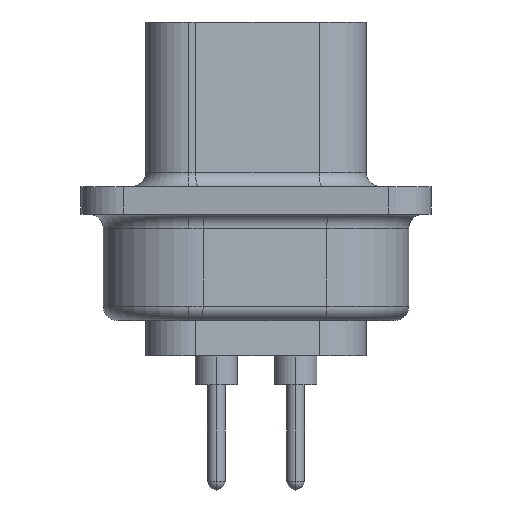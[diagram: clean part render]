
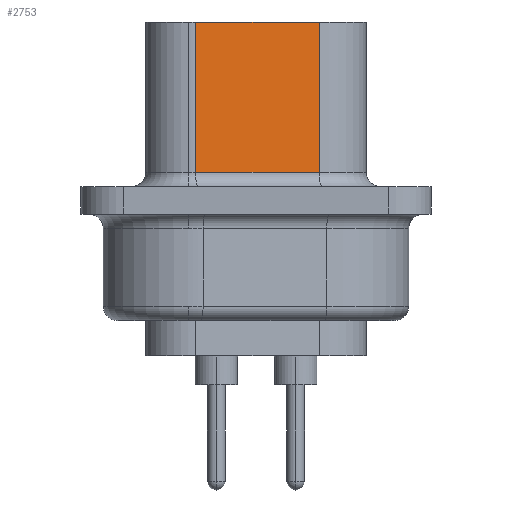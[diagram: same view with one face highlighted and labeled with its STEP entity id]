
A CAD part, left-side view. The second image highlights one B-rep face of the part: STEP entity #2753.
In plain terms, the highlighted planar face has unit normal (-0.985, -0.174, 0).
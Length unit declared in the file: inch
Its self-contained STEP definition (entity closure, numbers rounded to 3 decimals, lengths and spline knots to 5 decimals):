
#409 = EDGE_CURVE ( 'NONE', #1767, #1835, #7025, .T. ) ;
#462 = LINE ( 'NONE', #2566, #5404 ) ;
#558 = EDGE_CURVE ( 'Edge2', #6992, #5568, #5449, .T. ) ;
#785 = CARTESIAN_POINT ( 'NONE',  ( -0.28924, -0.08939, 0.0395 ) ) ;
#1016 = DIRECTION ( 'NONE',  ( 0.985, 0.174, 0. ) ) ;
#1250 = EDGE_LOOP ( 'NONE', ( #1284, #2366, #4014, #8339 ) ) ;
#1284 = ORIENTED_EDGE ( 'NONE', *, *, #2580, .T. ) ;
#1356 = CARTESIAN_POINT ( 'NONE',  ( -0.32, 0.08508, 0.0395 ) ) ;
#1767 = VERTEX_POINT ( 'NONE', #1356 ) ;
#1790 = FACE_OUTER_BOUND ( 'NONE', #1250, .T. ) ;
#1835 = VERTEX_POINT ( 'NONE', #3079 ) ;
#1922 = DIRECTION ( 'NONE',  ( 0., 0., -1. ) ) ;
#2366 = ORIENTED_EDGE ( 'NONE', *, *, #409, .T. ) ;
#2566 = CARTESIAN_POINT ( 'NONE',  ( -0.32, 0.08508, 0.2515 ) ) ;
#2580 = EDGE_CURVE ( 'NONE', #6992, #1767, #462, .T. ) ;
#2753 = ADVANCED_FACE ( 'NONE', ( #1790 ), #4527, .F. ) ;
#3074 = AXIS2_PLACEMENT_3D ( 'NONE', #4669, #1016, #4468 ) ;
#3079 = CARTESIAN_POINT ( 'NONE',  ( -0.28924, -0.08939, 0.0395 ) ) ;
#3576 = DIRECTION ( 'NONE',  ( 0.174, -0.985, 0. ) ) ;
#4014 = ORIENTED_EDGE ( 'NONE', *, *, #4909, .F. ) ;
#4038 = VECTOR ( 'NONE', #1922, 39.37008 ) ;
#4079 = VECTOR ( 'NONE', #3576, 39.37008 ) ;
#4141 = DIRECTION ( 'NONE',  ( 0.174, -0.985, 0. ) ) ;
#4365 = VECTOR ( 'NONE', #4141, 39.37008 ) ;
#4380 = CARTESIAN_POINT ( 'NONE',  ( -0.28924, -0.08939, 0.2515 ) ) ;
#4468 = DIRECTION ( 'NONE',  ( -0.174, 0.985, 0. ) ) ;
#4527 = PLANE ( 'NONE',  #3074 ) ;
#4669 = CARTESIAN_POINT ( 'NONE',  ( -0.32, 0.08508, 0.2515 ) ) ;
#4701 = LINE ( 'NONE', #6121, #4038 ) ;
#4909 = EDGE_CURVE ( 'NONE', #5568, #1835, #4701, .T. ) ;
#5323 = CARTESIAN_POINT ( 'NONE',  ( -0.32, 0.08508, 0.2515 ) ) ;
#5404 = VECTOR ( 'NONE', #8147, 39.37008 ) ;
#5449 = LINE ( 'NONE', #8181, #4365 ) ;
#5568 = VERTEX_POINT ( 'NONE', #4380 ) ;
#6121 = CARTESIAN_POINT ( 'NONE',  ( -0.28924, -0.08939, 0.2515 ) ) ;
#6992 = VERTEX_POINT ( 'NONE', #5323 ) ;
#7025 = LINE ( 'NONE', #785, #4079 ) ;
#8147 = DIRECTION ( 'NONE',  ( 0., 0., -1. ) ) ;
#8181 = CARTESIAN_POINT ( 'NONE',  ( -0.32, 0.08508, 0.2515 ) ) ;
#8339 = ORIENTED_EDGE ( 'NONE', *, *, #558, .F. ) ;
